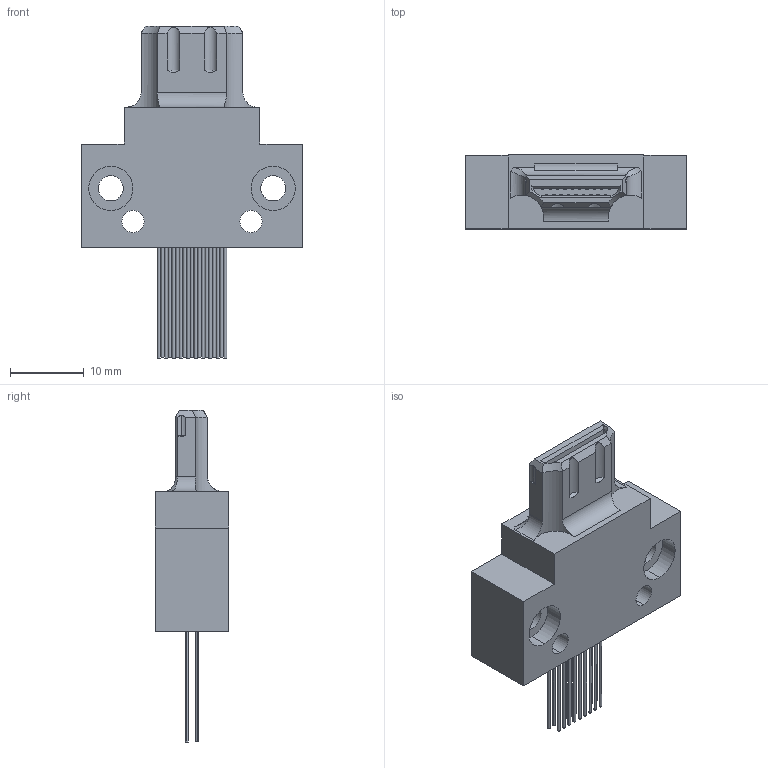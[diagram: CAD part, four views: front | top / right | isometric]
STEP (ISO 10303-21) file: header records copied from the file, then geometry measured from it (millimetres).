
FILE_DESCRIPTION (( 'STEP AP214' ), '1' );
FILE_NAME ('34814~0.STEP', '2018-01-19T09:12:49', ( '' ), ( '' ), 'SwSTEP 2.0', 'SolidWorks 2016', '' );
FILE_SCHEMA (( 'AUTOMOTIVE_DESIGN' ));
Length unit declared in the file: millimetre
Products named in the file (1): 34814~0
Bounding box: 30 x 10 x 45 mm (x, y, z)
Volume: 5051.5 mm3; surface area: 3518.3 mm2
Topology: 1 solids, 1 shells, 237 faces, 571 edges, 377 vertices
Faces by surface type: cylinder 137, plane 64, torus 26, cone 10
Entity records: 7819 total; most frequent: CARTESIAN_POINT 1702, ORIENTED_EDGE 1142, DIRECTION 1129, EDGE_CURVE 571, AXIS2_PLACEMENT_3D 462, VERTEX_POINT 377, EDGE_LOOP 294, ADVANCED_FACE 237
